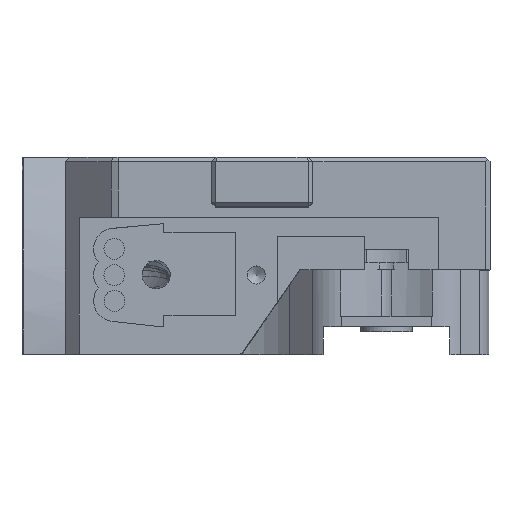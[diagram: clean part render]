
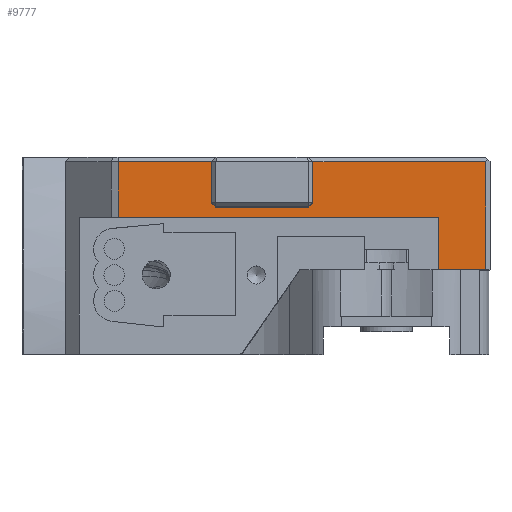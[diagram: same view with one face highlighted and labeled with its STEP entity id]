
A CAD part, top view. The second image highlights one B-rep face of the part: STEP entity #9777.
In plain terms, the highlighted planar face has unit normal (0, 0, 1).
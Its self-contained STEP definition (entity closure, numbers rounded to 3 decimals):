
#6169 = VERTEX_POINT('',#6170);
#6170 = CARTESIAN_POINT('',(6.15,110.435,
    69.828));
#6194 = EDGE_CURVE('',#6169,#6195,#6197,.T.);
#6195 = VERTEX_POINT('',#6196);
#6196 = CARTESIAN_POINT('',(15.15,110.435,
    69.828));
#6197 = LINE('',#6198,#6199);
#6198 = CARTESIAN_POINT('',(31.8,110.435,
    69.828));
#6199 = VECTOR('',#6200,1.);
#6200 = DIRECTION('',(1.,0.,0.));
#6313 = VERTEX_POINT('',#6314);
#6314 = CARTESIAN_POINT('',(24.95,110.435,
    69.828));
#6339 = VERTEX_POINT('',#6340);
#6340 = CARTESIAN_POINT('',(41.65,110.435,
    69.828));
#6354 = EDGE_CURVE('',#6313,#6339,#6355,.T.);
#6355 = LINE('',#6356,#6357);
#6356 = CARTESIAN_POINT('',(31.8,110.435,
    69.828));
#6357 = VECTOR('',#6358,1.);
#6358 = DIRECTION('',(1.,0.,0.));
#8436 = VERTEX_POINT('',#8437);
#8437 = CARTESIAN_POINT('',(41.65,100.005,
    69.828));
#8445 = EDGE_CURVE('',#8436,#8446,#8448,.T.);
#8446 = VERTEX_POINT('',#8447);
#8447 = CARTESIAN_POINT('',(37.038,100.005,
    69.828));
#8448 = LINE('',#8449,#8450);
#8449 = CARTESIAN_POINT('',(22.8,100.005,
    69.828));
#8450 = VECTOR('',#8451,1.);
#8451 = DIRECTION('',(-1.,0.,0.));
#8521 = EDGE_CURVE('',#8522,#8446,#8524,.T.);
#8522 = VERTEX_POINT('',#8523);
#8523 = CARTESIAN_POINT('',(37.038,105.045,
    69.828));
#8524 = LINE('',#8525,#8526);
#8525 = CARTESIAN_POINT('',(37.038,96.34,
    69.828));
#8526 = VECTOR('',#8527,1.);
#8527 = DIRECTION('',(0.,-1.,0.));
#8547 = EDGE_CURVE('',#8548,#8522,#8550,.T.);
#8548 = VERTEX_POINT('',#8549);
#8549 = CARTESIAN_POINT('',(6.15,105.045,
    69.828));
#8550 = LINE('',#8551,#8552);
#8551 = CARTESIAN_POINT('',(29.294,105.045,
    69.828));
#8552 = VECTOR('',#8553,1.);
#8553 = DIRECTION('',(1.,0.,0.));
#8863 = EDGE_CURVE('',#6169,#8548,#8864,.T.);
#8864 = LINE('',#8865,#8866);
#8865 = CARTESIAN_POINT('',(6.15,92.835,
    69.828));
#8866 = VECTOR('',#8867,1.);
#8867 = DIRECTION('',(0.,-1.,0.));
#9777 = ADVANCED_FACE('',(#9778),#9830,.T.);
#9778 = FACE_BOUND('',#9779,.T.);
#9779 = EDGE_LOOP('',(#9780,#9786,#9787,#9795,#9803,#9811,#9819,#9825,
    #9826,#9827,#9828,#9829));
#9780 = ORIENTED_EDGE('',*,*,#9781,.F.);
#9781 = EDGE_CURVE('',#6339,#8436,#9782,.T.);
#9782 = LINE('',#9783,#9784);
#9783 = CARTESIAN_POINT('',(41.65,92.835,
    69.828));
#9784 = VECTOR('',#9785,1.);
#9785 = DIRECTION('',(0.,-1.,0.));
#9786 = ORIENTED_EDGE('',*,*,#6354,.F.);
#9787 = ORIENTED_EDGE('',*,*,#9788,.T.);
#9788 = EDGE_CURVE('',#6313,#9789,#9791,.T.);
#9789 = VERTEX_POINT('',#9790);
#9790 = CARTESIAN_POINT('',(24.95,106.435,
    69.828));
#9791 = LINE('',#9792,#9793);
#9792 = CARTESIAN_POINT('',(24.95,104.835,
    69.828));
#9793 = VECTOR('',#9794,1.);
#9794 = DIRECTION('',(0.,-1.,0.));
#9795 = ORIENTED_EDGE('',*,*,#9796,.T.);
#9796 = EDGE_CURVE('',#9789,#9797,#9799,.T.);
#9797 = VERTEX_POINT('',#9798);
#9798 = CARTESIAN_POINT('',(24.807,106.292,
    69.828));
#9799 = LINE('',#9800,#9801);
#9800 = CARTESIAN_POINT('',(22.1,103.585,
    69.828));
#9801 = VECTOR('',#9802,1.);
#9802 = DIRECTION('',(-0.707,-0.707,
    0.));
#9803 = ORIENTED_EDGE('',*,*,#9804,.T.);
#9804 = EDGE_CURVE('',#9797,#9805,#9807,.T.);
#9805 = VERTEX_POINT('',#9806);
#9806 = CARTESIAN_POINT('',(15.293,106.292,
    69.828));
#9807 = LINE('',#9808,#9809);
#9808 = CARTESIAN_POINT('',(24.95,106.292,
    69.828));
#9809 = VECTOR('',#9810,1.);
#9810 = DIRECTION('',(-1.,0.,0.));
#9811 = ORIENTED_EDGE('',*,*,#9812,.T.);
#9812 = EDGE_CURVE('',#9805,#9813,#9815,.T.);
#9813 = VERTEX_POINT('',#9814);
#9814 = CARTESIAN_POINT('',(15.15,106.435,
    69.828));
#9815 = LINE('',#9816,#9817);
#9816 = CARTESIAN_POINT('',(18.75,102.835,
    69.828));
#9817 = VECTOR('',#9818,1.);
#9818 = DIRECTION('',(-0.707,0.707,0.
    ));
#9819 = ORIENTED_EDGE('',*,*,#9820,.T.);
#9820 = EDGE_CURVE('',#9813,#6195,#9821,.T.);
#9821 = LINE('',#9822,#9823);
#9822 = CARTESIAN_POINT('',(15.15,104.835,
    69.828));
#9823 = VECTOR('',#9824,1.);
#9824 = DIRECTION('',(0.,1.,0.));
#9825 = ORIENTED_EDGE('',*,*,#6194,.F.);
#9826 = ORIENTED_EDGE('',*,*,#8863,.T.);
#9827 = ORIENTED_EDGE('',*,*,#8547,.T.);
#9828 = ORIENTED_EDGE('',*,*,#8521,.T.);
#9829 = ORIENTED_EDGE('',*,*,#8445,.F.);
#9830 = PLANE('',#9831);
#9831 = AXIS2_PLACEMENT_3D('',#9832,#9833,#9834);
#9832 = CARTESIAN_POINT('',(21.55,98.835,
    69.828));
#9833 = DIRECTION('',(0.,0.,1.));
#9834 = DIRECTION('',(0.,-1.,0.));
